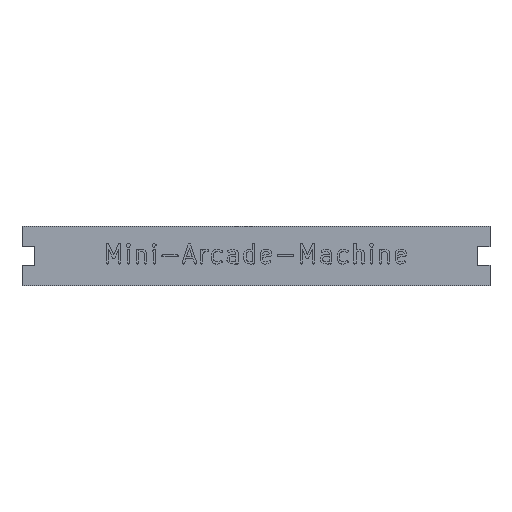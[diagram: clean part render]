
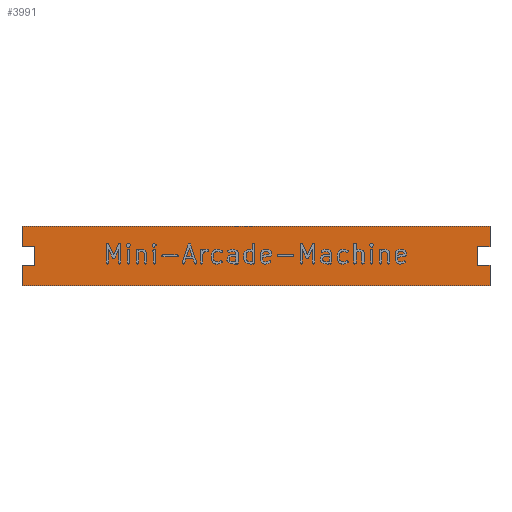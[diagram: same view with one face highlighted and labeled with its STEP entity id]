
A CAD part, top view. The second image highlights one B-rep face of the part: STEP entity #3991.
In plain terms, the highlighted planar face has unit normal (0, 0, 1).
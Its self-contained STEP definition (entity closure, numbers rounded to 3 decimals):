
#3991 = ADVANCED_FACE('',(#3992),#4090,.T.);
#3992 = FACE_BOUND('',#3993,.F.);
#3993 = EDGE_LOOP('',(#3994,#4004,#4012,#4020,#4028,#4036,#4044,#4052,
    #4060,#4068,#4076,#4084));
#3994 = ORIENTED_EDGE('',*,*,#3995,.T.);
#3995 = EDGE_CURVE('',#3996,#3998,#4000,.T.);
#3996 = VERTEX_POINT('',#3997);
#3997 = CARTESIAN_POINT('',(100.,-102.75,1.56));
#3998 = VERTEX_POINT('',#3999);
#3999 = CARTESIAN_POINT('',(100.,-100.,1.56));
#4000 = LINE('',#4001,#4002);
#4001 = CARTESIAN_POINT('',(100.,-102.75,1.56));
#4002 = VECTOR('',#4003,1.);
#4003 = DIRECTION('',(0.,1.,0.));
#4004 = ORIENTED_EDGE('',*,*,#4005,.T.);
#4005 = EDGE_CURVE('',#3998,#4006,#4008,.T.);
#4006 = VERTEX_POINT('',#4007);
#4007 = CARTESIAN_POINT('',(163.25,-100.,1.56));
#4008 = LINE('',#4009,#4010);
#4009 = CARTESIAN_POINT('',(100.,-100.,1.56));
#4010 = VECTOR('',#4011,1.);
#4011 = DIRECTION('',(1.,0.,0.));
#4012 = ORIENTED_EDGE('',*,*,#4013,.T.);
#4013 = EDGE_CURVE('',#4006,#4014,#4016,.T.);
#4014 = VERTEX_POINT('',#4015);
#4015 = CARTESIAN_POINT('',(163.25,-102.75,1.56));
#4016 = LINE('',#4017,#4018);
#4017 = CARTESIAN_POINT('',(163.25,-100.,1.56));
#4018 = VECTOR('',#4019,1.);
#4019 = DIRECTION('',(0.,-1.,0.));
#4020 = ORIENTED_EDGE('',*,*,#4021,.T.);
#4021 = EDGE_CURVE('',#4014,#4022,#4024,.T.);
#4022 = VERTEX_POINT('',#4023);
#4023 = CARTESIAN_POINT('',(161.5,-102.75,1.56));
#4024 = LINE('',#4025,#4026);
#4025 = CARTESIAN_POINT('',(163.25,-102.75,1.56));
#4026 = VECTOR('',#4027,1.);
#4027 = DIRECTION('',(-1.,0.,0.));
#4028 = ORIENTED_EDGE('',*,*,#4029,.T.);
#4029 = EDGE_CURVE('',#4022,#4030,#4032,.T.);
#4030 = VERTEX_POINT('',#4031);
#4031 = CARTESIAN_POINT('',(161.5,-105.25,1.56));
#4032 = LINE('',#4033,#4034);
#4033 = CARTESIAN_POINT('',(161.5,-102.75,1.56));
#4034 = VECTOR('',#4035,1.);
#4035 = DIRECTION('',(0.,-1.,0.));
#4036 = ORIENTED_EDGE('',*,*,#4037,.T.);
#4037 = EDGE_CURVE('',#4030,#4038,#4040,.T.);
#4038 = VERTEX_POINT('',#4039);
#4039 = CARTESIAN_POINT('',(163.25,-105.25,1.56));
#4040 = LINE('',#4041,#4042);
#4041 = CARTESIAN_POINT('',(161.5,-105.25,1.56));
#4042 = VECTOR('',#4043,1.);
#4043 = DIRECTION('',(1.,0.,0.));
#4044 = ORIENTED_EDGE('',*,*,#4045,.T.);
#4045 = EDGE_CURVE('',#4038,#4046,#4048,.T.);
#4046 = VERTEX_POINT('',#4047);
#4047 = CARTESIAN_POINT('',(163.25,-108.,1.56));
#4048 = LINE('',#4049,#4050);
#4049 = CARTESIAN_POINT('',(163.25,-105.25,1.56));
#4050 = VECTOR('',#4051,1.);
#4051 = DIRECTION('',(0.,-1.,0.));
#4052 = ORIENTED_EDGE('',*,*,#4053,.T.);
#4053 = EDGE_CURVE('',#4046,#4054,#4056,.T.);
#4054 = VERTEX_POINT('',#4055);
#4055 = CARTESIAN_POINT('',(100.,-108.,1.56));
#4056 = LINE('',#4057,#4058);
#4057 = CARTESIAN_POINT('',(163.25,-108.,1.56));
#4058 = VECTOR('',#4059,1.);
#4059 = DIRECTION('',(-1.,0.,0.));
#4060 = ORIENTED_EDGE('',*,*,#4061,.T.);
#4061 = EDGE_CURVE('',#4054,#4062,#4064,.T.);
#4062 = VERTEX_POINT('',#4063);
#4063 = CARTESIAN_POINT('',(100.,-105.25,1.56));
#4064 = LINE('',#4065,#4066);
#4065 = CARTESIAN_POINT('',(100.,-108.,1.56));
#4066 = VECTOR('',#4067,1.);
#4067 = DIRECTION('',(0.,1.,0.));
#4068 = ORIENTED_EDGE('',*,*,#4069,.T.);
#4069 = EDGE_CURVE('',#4062,#4070,#4072,.T.);
#4070 = VERTEX_POINT('',#4071);
#4071 = CARTESIAN_POINT('',(101.75,-105.25,1.56));
#4072 = LINE('',#4073,#4074);
#4073 = CARTESIAN_POINT('',(100.,-105.25,1.56));
#4074 = VECTOR('',#4075,1.);
#4075 = DIRECTION('',(1.,0.,0.));
#4076 = ORIENTED_EDGE('',*,*,#4077,.T.);
#4077 = EDGE_CURVE('',#4070,#4078,#4080,.T.);
#4078 = VERTEX_POINT('',#4079);
#4079 = CARTESIAN_POINT('',(101.75,-102.75,1.56));
#4080 = LINE('',#4081,#4082);
#4081 = CARTESIAN_POINT('',(101.75,-105.25,1.56));
#4082 = VECTOR('',#4083,1.);
#4083 = DIRECTION('',(0.,1.,0.));
#4084 = ORIENTED_EDGE('',*,*,#4085,.T.);
#4085 = EDGE_CURVE('',#4078,#3996,#4086,.T.);
#4086 = LINE('',#4087,#4088);
#4087 = CARTESIAN_POINT('',(101.75,-102.75,1.56));
#4088 = VECTOR('',#4089,1.);
#4089 = DIRECTION('',(-1.,0.,0.));
#4090 = PLANE('',#4091);
#4091 = AXIS2_PLACEMENT_3D('',#4092,#4093,#4094);
#4092 = CARTESIAN_POINT('',(0.,0.,1.56));
#4093 = DIRECTION('',(0.,0.,1.));
#4094 = DIRECTION('',(1.,0.,-0.));
